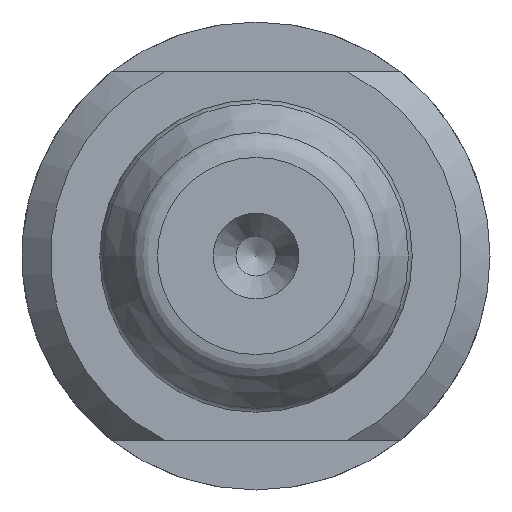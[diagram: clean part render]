
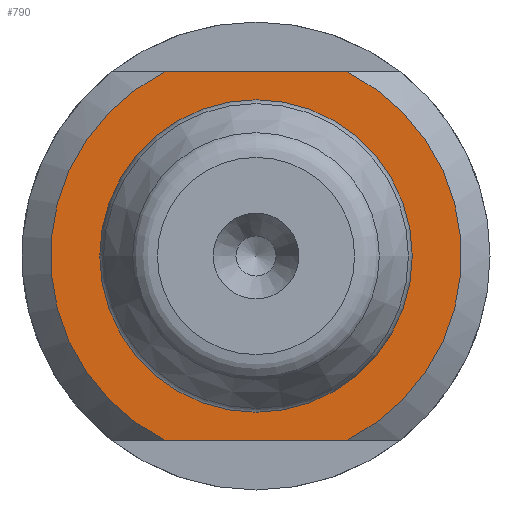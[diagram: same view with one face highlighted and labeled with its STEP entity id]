
A CAD part, left-side view. The second image highlights one B-rep face of the part: STEP entity #790.
In plain terms, the highlighted planar face has unit normal (-1, 0, 0).
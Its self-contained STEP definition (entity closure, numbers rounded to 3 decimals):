
#15=FACE_BOUND('',#108,.T.);
#66=FACE_OUTER_BOUND('',#107,.T.);
#107=EDGE_LOOP('',(#581,#582,#583,#584));
#108=EDGE_LOOP('',(#585,#586));
#146=LINE('',#1293,#174);
#152=LINE('',#1328,#180);
#174=VECTOR('',#987,10.);
#180=VECTOR('',#1017,10.);
#208=CIRCLE('',#853,7.2);
#223=CIRCLE('',#874,5.475);
#224=CIRCLE('',#875,5.475);
#225=CIRCLE('',#877,7.2);
#298=VERTEX_POINT('',#1288);
#299=VERTEX_POINT('',#1292);
#309=VERTEX_POINT('',#1319);
#310=VERTEX_POINT('',#1327);
#323=VERTEX_POINT('',#1363);
#324=VERTEX_POINT('',#1365);
#393=EDGE_CURVE('',#299,#298,#146,.T.);
#406=EDGE_CURVE('',#299,#309,#208,.T.);
#409=EDGE_CURVE('',#310,#309,#152,.T.);
#427=EDGE_CURVE('',#324,#323,#223,.T.);
#428=EDGE_CURVE('',#323,#324,#224,.T.);
#429=EDGE_CURVE('',#310,#298,#225,.T.);
#581=ORIENTED_EDGE('',*,*,#393,.T.);
#582=ORIENTED_EDGE('',*,*,#429,.F.);
#583=ORIENTED_EDGE('',*,*,#409,.T.);
#584=ORIENTED_EDGE('',*,*,#406,.F.);
#585=ORIENTED_EDGE('',*,*,#427,.T.);
#586=ORIENTED_EDGE('',*,*,#428,.T.);
#774=PLANE('',#876);
#790=ADVANCED_FACE('',(#66,#15),#774,.T.);
#853=AXIS2_PLACEMENT_3D('',#1320,#1010,#1011);
#874=AXIS2_PLACEMENT_3D('',#1366,#1056,#1057);
#875=AXIS2_PLACEMENT_3D('',#1367,#1058,#1059);
#876=AXIS2_PLACEMENT_3D('',#1368,#1060,#1061);
#877=AXIS2_PLACEMENT_3D('',#1369,#1062,#1063);
#987=DIRECTION('',(0.,-1.,0.));
#1010=DIRECTION('center_axis',(1.,0.,0.));
#1011=DIRECTION('ref_axis',(0.,0.,-1.));
#1017=DIRECTION('',(0.,1.,0.));
#1056=DIRECTION('center_axis',(1.,0.,0.));
#1057=DIRECTION('ref_axis',(0.,0.,-1.));
#1058=DIRECTION('center_axis',(1.,0.,0.));
#1059=DIRECTION('ref_axis',(0.,0.,-1.));
#1060=DIRECTION('center_axis',(-1.,0.,0.));
#1061=DIRECTION('ref_axis',(0.,0.,1.));
#1062=DIRECTION('center_axis',(1.,0.,0.));
#1063=DIRECTION('ref_axis',(0.,0.,-1.));
#1288=CARTESIAN_POINT('',(-4.95,-3.2,-6.45));
#1292=CARTESIAN_POINT('',(-4.95,3.2,-6.45));
#1293=CARTESIAN_POINT('',(-4.95,3.566,-6.45));
#1319=CARTESIAN_POINT('',(-4.95,3.2,6.45));
#1320=CARTESIAN_POINT('Origin',(-4.95,0.,0.));
#1327=CARTESIAN_POINT('',(-4.95,-3.2,6.45));
#1328=CARTESIAN_POINT('',(-4.95,3.634,6.45));
#1363=CARTESIAN_POINT('',(-4.95,0.,5.475));
#1365=CARTESIAN_POINT('',(-4.95,5.475,0.));
#1366=CARTESIAN_POINT('Origin',(-4.95,0.,0.));
#1367=CARTESIAN_POINT('Origin',(-4.95,0.,0.));
#1368=CARTESIAN_POINT('Origin',(-4.95,7.2,0.));
#1369=CARTESIAN_POINT('Origin',(-4.95,0.,0.));
